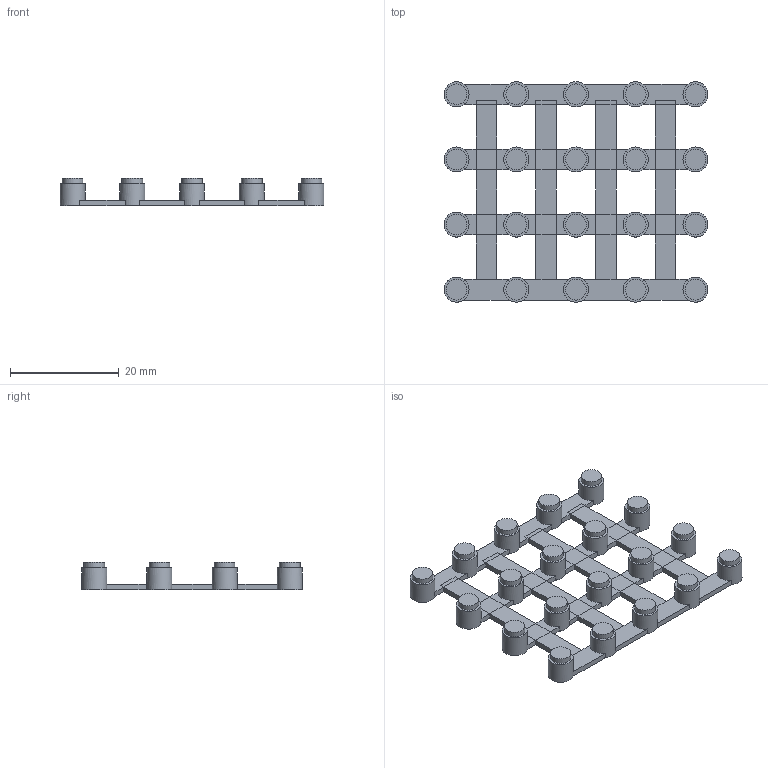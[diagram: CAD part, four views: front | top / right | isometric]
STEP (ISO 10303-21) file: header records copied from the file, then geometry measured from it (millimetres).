
FILE_DESCRIPTION(('FreeCAD Model'),'2;1');
FILE_NAME('Open CASCADE Shape Model','2023-01-21T12:28:14',('Author'),( ''),'Open CASCADE STEP processor 7.6','FreeCAD','Unknown');
FILE_SCHEMA(('AUTOMOTIVE_DESIGN { 1 0 10303 214 1 1 1 1 }'));
Length unit declared in the file: millimetre
Products named in the file (1): Fusion002
Bounding box: 48.6 x 40.6 x 5 mm (x, y, z)
Volume: 2355.7 mm3; surface area: 3889.9 mm2
Topology: 1 solids, 1 shells, 348 faces, 748 edges, 404 vertices
Faces by surface type: plane 308, cylinder 40
Full cylindrical faces by diameter (mm): 3.8 x20, 4.6 x20
Entity records: 18726 total; most frequent: CARTESIAN_POINT 3325, DIRECTION 2966, ORIENTED_EDGE 1496, PCURVE 1496, DEFINITIONAL_REPRESENTATION 1496, LINE 1424, VECTOR 1424, EDGE_CURVE 748
